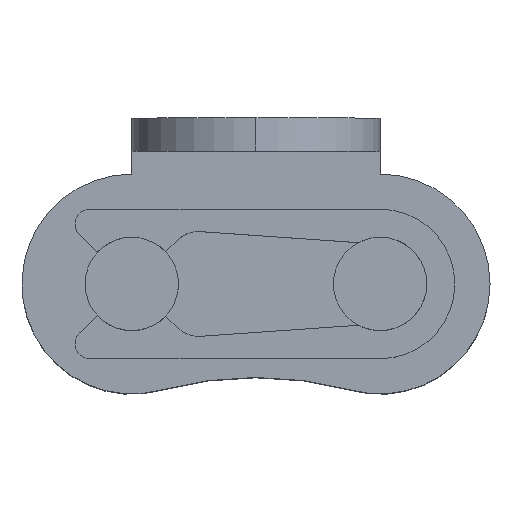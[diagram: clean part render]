
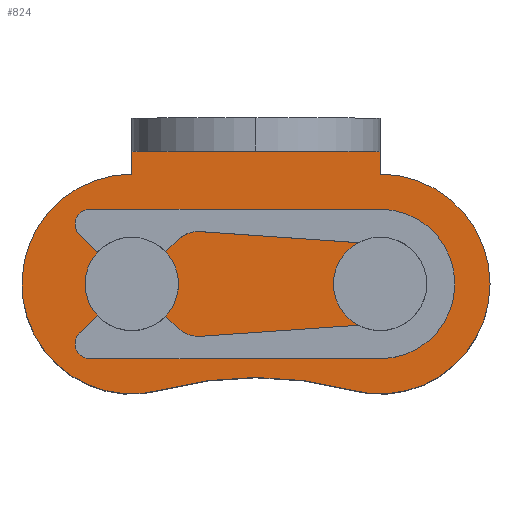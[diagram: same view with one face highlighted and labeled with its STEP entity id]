
A CAD part, top view. The second image highlights one B-rep face of the part: STEP entity #824.
In plain terms, the highlighted planar face has unit normal (0, 0, 1).
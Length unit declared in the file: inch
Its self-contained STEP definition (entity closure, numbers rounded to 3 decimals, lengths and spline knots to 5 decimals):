
#5 = EDGE_CURVE ( 'NONE', #557, #1531, #760, .T. ) ;
#19 = CARTESIAN_POINT ( 'NONE',  ( 0.1875, 0., 0.19575 ) ) ;
#24 = EDGE_CURVE ( 'NONE', #718, #1839, #1980, .T. ) ;
#28 = CARTESIAN_POINT ( 'NONE',  ( 0.50257, 0., 0.19575 ) ) ;
#61 = DIRECTION ( 'NONE',  ( 1., 0., 0. ) ) ;
#67 = EDGE_LOOP ( 'NONE', ( #217, #547 ) ) ;
#87 = EDGE_CURVE ( 'NONE', #1839, #718, #195, .T. ) ;
#130 = DIRECTION ( 'NONE',  ( 0., 1., 0. ) ) ;
#163 = DIRECTION ( 'NONE',  ( -1., 0., 0. ) ) ;
#166 = EDGE_CURVE ( 'NONE', #229, #557, #1256, .T. ) ;
#195 = CIRCLE ( 'NONE', #1491, 0.05993 ) ;
#217 = ORIENTED_EDGE ( 'NONE', *, *, #24, .F. ) ;
#229 = VERTEX_POINT ( 'NONE', #1933 ) ;
#239 = DIRECTION ( 'NONE',  ( 0., 0., 1. ) ) ;
#248 = EDGE_CURVE ( 'NONE', #704, #1855, #1970, .T. ) ;
#315 = AXIS2_PLACEMENT_3D ( 'NONE', #1236, #1915, #410 ) ;
#320 = DIRECTION ( 'NONE',  ( 0., 0., 1. ) ) ;
#336 = CARTESIAN_POINT ( 'NONE',  ( 0.5625, 0., 0.19575 ) ) ;
#346 = CARTESIAN_POINT ( 'NONE',  ( 0.1875, 0.2, 0.19575 ) ) ;
#404 = FACE_BOUND ( 'NONE', #875, .T. ) ;
#409 = LINE ( 'NONE', #1070, #852 ) ;
#410 = DIRECTION ( 'NONE',  ( 1., 0., 0. ) ) ;
#426 = AXIS2_PLACEMENT_3D ( 'NONE', #19, #692, #1351 ) ;
#431 = VERTEX_POINT ( 'NONE', #2008 ) ;
#440 = ORIENTED_EDGE ( 'NONE', *, *, #1286, .F. ) ;
#490 = CARTESIAN_POINT ( 'NONE',  ( 0.5625, 0.2, 0.19575 ) ) ;
#506 = CIRCLE ( 'NONE', #1737, 0.05992 ) ;
#547 = ORIENTED_EDGE ( 'NONE', *, *, #87, .F. ) ;
#557 = VERTEX_POINT ( 'NONE', #1971 ) ;
#579 = ORIENTED_EDGE ( 'NONE', *, *, #1078, .T. ) ;
#606 = DIRECTION ( 'NONE',  ( 0., 0., 1. ) ) ;
#608 = VERTEX_POINT ( 'NONE', #490 ) ;
#649 = ORIENTED_EDGE ( 'NONE', *, *, #5, .T. ) ;
#658 = DIRECTION ( 'NONE',  ( 0., 0., -1. ) ) ;
#690 = CIRCLE ( 'NONE', #1917, 0.166 ) ;
#692 = DIRECTION ( 'NONE',  ( 0., 0., 1. ) ) ;
#693 = VERTEX_POINT ( 'NONE', #346 ) ;
#697 = CARTESIAN_POINT ( 'NONE',  ( 0.5625, 0., 0.19575 ) ) ;
#704 = VERTEX_POINT ( 'NONE', #1023 ) ;
#708 = ORIENTED_EDGE ( 'NONE', *, *, #166, .T. ) ;
#718 = VERTEX_POINT ( 'NONE', #28 ) ;
#749 = AXIS2_PLACEMENT_3D ( 'NONE', #1483, #606, #1263 ) ;
#760 = CIRCLE ( 'NONE', #1311, 0.5524 ) ;
#777 = VECTOR ( 'NONE', #130, 39.37008 ) ;
#801 = EDGE_CURVE ( 'NONE', #431, #1730, #506, .T. ) ;
#815 = CARTESIAN_POINT ( 'NONE',  ( 0.62243, 0., 0.19575 ) ) ;
#824 = ADVANCED_FACE ( 'NONE', ( #1230, #1910, #404 ), #1065, .T. ) ;
#852 = VECTOR ( 'NONE', #1750, 39.37008 ) ;
#875 = EDGE_LOOP ( 'NONE', ( #1506, #1011 ) ) ;
#899 = CARTESIAN_POINT ( 'NONE',  ( 0.1875, 0., 0.19575 ) ) ;
#909 = DIRECTION ( 'NONE',  ( -1., 0., 0. ) ) ;
#964 = LINE ( 'NONE', #1636, #777 ) ;
#986 = DIRECTION ( 'NONE',  ( 1., 0., 0. ) ) ;
#995 = LINE ( 'NONE', #1665, #1979 ) ;
#999 = DIRECTION ( 'NONE',  ( 0., 0., 1. ) ) ;
#1011 = ORIENTED_EDGE ( 'NONE', *, *, #2175, .F. ) ;
#1023 = CARTESIAN_POINT ( 'NONE',  ( 0.7285, 0., 0.19575 ) ) ;
#1065 = PLANE ( 'NONE',  #1545 ) ;
#1070 = CARTESIAN_POINT ( 'NONE',  ( 0.1875, -19685.03937, 0.19575 ) ) ;
#1078 = EDGE_CURVE ( 'NONE', #1855, #608, #964, .T. ) ;
#1154 = CARTESIAN_POINT ( 'NONE',  ( 0.51917, -0.16025, 0.19575 ) ) ;
#1230 = FACE_OUTER_BOUND ( 'NONE', #1475, .T. ) ;
#1236 = CARTESIAN_POINT ( 'NONE',  ( 0.1875, 0., 0.19575 ) ) ;
#1256 = CIRCLE ( 'NONE', #315, 0.166 ) ;
#1263 = DIRECTION ( 'NONE',  ( 1., 0., 0. ) ) ;
#1286 = EDGE_CURVE ( 'NONE', #229, #693, #409, .T. ) ;
#1311 = AXIS2_PLACEMENT_3D ( 'NONE', #2161, #658, #1315 ) ;
#1315 = DIRECTION ( 'NONE',  ( -1., 0., 0. ) ) ;
#1351 = DIRECTION ( 'NONE',  ( 1., 0., 0. ) ) ;
#1356 = DIRECTION ( 'NONE',  ( 0., 0., 1. ) ) ;
#1365 = CIRCLE ( 'NONE', #426, 0.05992 ) ;
#1475 = EDGE_LOOP ( 'NONE', ( #649, #1784, #1771, #579, #1755, #440, #708 ) ) ;
#1483 = CARTESIAN_POINT ( 'NONE',  ( 0.5625, 0., 0.19575 ) ) ;
#1491 = AXIS2_PLACEMENT_3D ( 'NONE', #697, #1356, #2034 ) ;
#1506 = ORIENTED_EDGE ( 'NONE', *, *, #801, .F. ) ;
#1531 = VERTEX_POINT ( 'NONE', #1154 ) ;
#1545 = AXIS2_PLACEMENT_3D ( 'NONE', #1745, #239, #909 ) ;
#1565 = DIRECTION ( 'NONE',  ( 0., 0., 1. ) ) ;
#1599 = AXIS2_PLACEMENT_3D ( 'NONE', #1828, #320, #986 ) ;
#1636 = CARTESIAN_POINT ( 'NONE',  ( 0.5625, -19685.03937, 0.19575 ) ) ;
#1665 = CARTESIAN_POINT ( 'NONE',  ( 0.5625, 0.2, 0.19575 ) ) ;
#1671 = DIRECTION ( 'NONE',  ( 1., 0., 0. ) ) ;
#1730 = VERTEX_POINT ( 'NONE', #1922 ) ;
#1737 = AXIS2_PLACEMENT_3D ( 'NONE', #899, #1565, #61 ) ;
#1745 = CARTESIAN_POINT ( 'NONE',  ( 0.46875, -0.34675, 0.19575 ) ) ;
#1750 = DIRECTION ( 'NONE',  ( 0., 1., 0. ) ) ;
#1755 = ORIENTED_EDGE ( 'NONE', *, *, #1895, .T. ) ;
#1771 = ORIENTED_EDGE ( 'NONE', *, *, #248, .T. ) ;
#1784 = ORIENTED_EDGE ( 'NONE', *, *, #2117, .T. ) ;
#1828 = CARTESIAN_POINT ( 'NONE',  ( 0.5625, 0., 0.19575 ) ) ;
#1839 = VERTEX_POINT ( 'NONE', #815 ) ;
#1855 = VERTEX_POINT ( 'NONE', #2157 ) ;
#1895 = EDGE_CURVE ( 'NONE', #608, #693, #995, .T. ) ;
#1910 = FACE_BOUND ( 'NONE', #67, .T. ) ;
#1915 = DIRECTION ( 'NONE',  ( 0., 0., 1. ) ) ;
#1917 = AXIS2_PLACEMENT_3D ( 'NONE', #336, #999, #1671 ) ;
#1922 = CARTESIAN_POINT ( 'NONE',  ( 0.24743, 0., 0.19575 ) ) ;
#1933 = CARTESIAN_POINT ( 'NONE',  ( 0.1875, 0.166, 0.19575 ) ) ;
#1970 = CIRCLE ( 'NONE', #749, 0.166 ) ;
#1971 = CARTESIAN_POINT ( 'NONE',  ( 0.23083, -0.16025, 0.19575 ) ) ;
#1979 = VECTOR ( 'NONE', #163, 39.37008 ) ;
#1980 = CIRCLE ( 'NONE', #1599, 0.05993 ) ;
#2008 = CARTESIAN_POINT ( 'NONE',  ( 0.12758, 0., 0.19575 ) ) ;
#2034 = DIRECTION ( 'NONE',  ( 1., 0., 0. ) ) ;
#2117 = EDGE_CURVE ( 'NONE', #1531, #704, #690, .T. ) ;
#2157 = CARTESIAN_POINT ( 'NONE',  ( 0.5625, 0.166, 0.19575 ) ) ;
#2161 = CARTESIAN_POINT ( 'NONE',  ( 0.375, -0.6935, 0.19575 ) ) ;
#2175 = EDGE_CURVE ( 'NONE', #1730, #431, #1365, .T. ) ;
